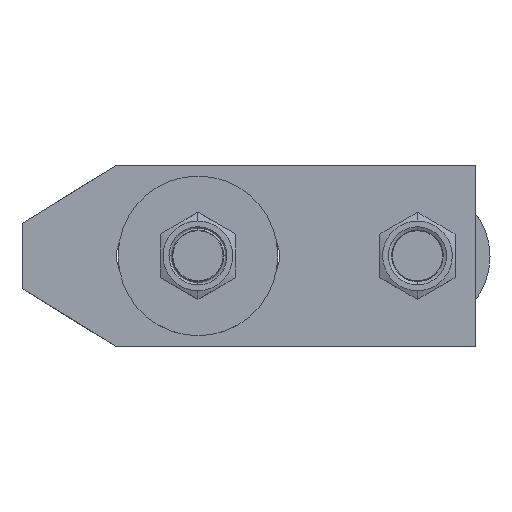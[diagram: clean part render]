
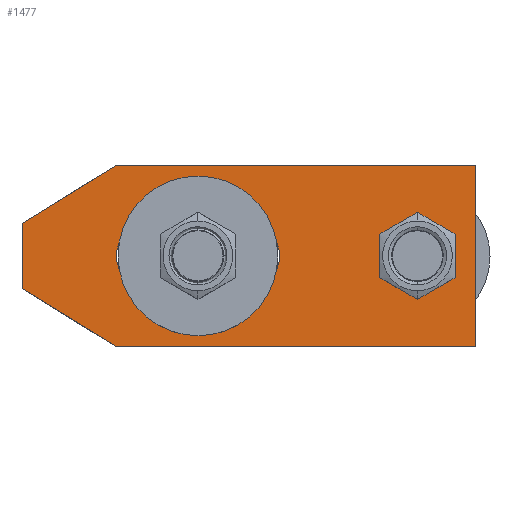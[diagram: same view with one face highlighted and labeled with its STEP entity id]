
A CAD part, top view. The second image highlights one B-rep face of the part: STEP entity #1477.
In plain terms, the highlighted planar face has unit normal (0, 0, 1).
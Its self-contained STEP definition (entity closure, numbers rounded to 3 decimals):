
#617=VERTEX_POINT('',#1730);
#645=VERTEX_POINT('',#1761);
#649=VERTEX_POINT('',#1765);
#671=VERTEX_POINT('',#1790);
#675=EDGE_CURVE('',#671,#927,#1795,.T.);
#677=VERTEX_POINT('',#1797);
#679=EDGE_CURVE('',#677,#645,#1799,.T.);
#687=VERTEX_POINT('',#1808);
#695=EDGE_CURVE('',#645,#687,#1816,.T.);
#757=EDGE_CURVE('',#1471,#791,#1889,.T.);
#791=VERTEX_POINT('',#1928);
#847=EDGE_CURVE('',#939,#649,#1986,.T.);
#927=VERTEX_POINT('',#2072);
#939=VERTEX_POINT('',#2086);
#1055=VERTEX_POINT('',#2211);
#1063=EDGE_CURVE('',#649,#1471,#2220,.T.);
#1081=EDGE_CURVE('',#617,#677,#2239,.T.);
#1105=EDGE_CURVE('',#1377,#1055,#2268,.T.);
#1199=EDGE_CURVE('',#687,#617,#2372,.T.);
#1333=EDGE_CURVE('',#791,#671,#2519,.T.);
#1377=VERTEX_POINT('',#2566);
#1393=EDGE_CURVE('',#1055,#1377,#2585,.T.);
#1471=VERTEX_POINT('',#2671);
#1477=ADVANCED_FACE('',(#2677,#2678,#2679),#2680,.T.);
#1537=EDGE_CURVE('',#927,#939,#2745,.T.);
#1730=CARTESIAN_POINT('',(62.0,-9.0,25.0));
#1761=CARTESIAN_POINT('',(35.0,9.0,25.0));
#1765=CARTESIAN_POINT('',(125.0,25.0,25.0));
#1790=CARTESIAN_POINT('',(0.0,-9.,25.0));
#1795=LINE('',#3051,#3052);
#1797=CARTESIAN_POINT('',(35.0,-9.0,25.0));
#1799=CIRCLE('',#3057,9.0);
#1808=CARTESIAN_POINT('',(62.0,9.0,25.0));
#1816=LINE('',#3079,#3080);
#1889=LINE('',#3181,#3182);
#1928=CARTESIAN_POINT('',(26.0,-25.0,25.0));
#1986=LINE('',#3322,#3323);
#2072=CARTESIAN_POINT('',(0.0,9.,25.0));
#2086=CARTESIAN_POINT('',(26.0,25.0,25.0));
#2211=CARTESIAN_POINT('',(101.0,0.,25.0));
#2220=LINE('',#3698,#3699);
#2239=LINE('',#3734,#3735);
#2268=CIRCLE('',#3775,8.0);
#2372=CIRCLE('',#3936,9.0);
#2519=LINE('',#4172,#4173);
#2566=CARTESIAN_POINT('',(117.0,0.,25.0));
#2585=CIRCLE('',#4275,8.0);
#2671=CARTESIAN_POINT('',(125.0,-25.0,25.0));
#2677=FACE_BOUND('',#4440,.T.);
#2678=FACE_BOUND('',#4441,.T.);
#2679=FACE_OUTER_BOUND('',#4442,.T.);
#2680=PLANE('',#4443);
#2745=LINE('',#4539,#4540);
#3051=CARTESIAN_POINT('',(0.0,9.,25.0));
#3052=VECTOR('',#4874,1.0);
#3057=AXIS2_PLACEMENT_3D('',#4875,#4876,#4877);
#3079=CARTESIAN_POINT('',(51.122,9.0,25.0));
#3080=VECTOR('',#4892,1.0);
#3181=CARTESIAN_POINT('',(26.0,-25.0,25.0));
#3182=VECTOR('',#4979,1.0);
#3322=CARTESIAN_POINT('',(125.0,25.0,25.0));
#3323=VECTOR('',#5071,1.0);
#3698=CARTESIAN_POINT('',(125.0,-25.0,25.0));
#3699=VECTOR('',#5302,1.0);
#3734=CARTESIAN_POINT('',(64.622,-9.0,25.0));
#3735=VECTOR('',#5316,1.0);
#3775=AXIS2_PLACEMENT_3D('',#5355,#5356,#5357);
#3936=AXIS2_PLACEMENT_3D('',#5480,#5481,#5482);
#4172=CARTESIAN_POINT('',(0.0,-9.,25.0));
#4173=VECTOR('',#5636,1.0);
#4275=AXIS2_PLACEMENT_3D('',#5703,#5704,#5705);
#4440=EDGE_LOOP('',(#5788,#5789));
#4441=EDGE_LOOP('',(#5790,#5791,#5792,#5793));
#4442=EDGE_LOOP('',(#5794,#5795,#5796,#5797,#5798,#5799));
#4443=AXIS2_PLACEMENT_3D('',#5800,#5801,#5802);
#4539=CARTESIAN_POINT('',(26.0,25.0,25.0));
#4540=VECTOR('',#5868,1.0);
#4874=DIRECTION('',(0.0,1.0,0.0));
#4875=CARTESIAN_POINT('',(35.0,0.0,25.0));
#4876=DIRECTION('',(0.0,0.0,-1.0));
#4877=DIRECTION('',(0.0,-1.0,0.0));
#4892=DIRECTION('',(1.0,0.0,0.0));
#4979=DIRECTION('',(-1.0,0.0,0.0));
#5071=DIRECTION('',(1.0,0.0,0.0));
#5302=DIRECTION('',(0.0,-1.0,0.0));
#5316=DIRECTION('',(-1.0,0.0,0.0));
#5355=CARTESIAN_POINT('',(109.0,0.0,25.0));
#5356=DIRECTION('',(0.0,0.0,-1.0));
#5357=DIRECTION('',(-1.0,0.,0.0));
#5480=CARTESIAN_POINT('',(62.0,0.0,25.0));
#5481=DIRECTION('',(0.0,0.0,-1.0));
#5482=DIRECTION('',(0.0,1.0,0.0));
#5636=DIRECTION('',(-0.852,0.524,0.0));
#5703=CARTESIAN_POINT('',(109.0,0.0,25.0));
#5704=DIRECTION('',(0.0,0.0,-1.0));
#5705=DIRECTION('',(-1.0,0.,0.0));
#5788=ORIENTED_EDGE('',*,*,#1393,.T.);
#5789=ORIENTED_EDGE('',*,*,#1105,.T.);
#5790=ORIENTED_EDGE('',*,*,#679,.T.);
#5791=ORIENTED_EDGE('',*,*,#695,.T.);
#5792=ORIENTED_EDGE('',*,*,#1199,.T.);
#5793=ORIENTED_EDGE('',*,*,#1081,.T.);
#5794=ORIENTED_EDGE('',*,*,#757,.F.);
#5795=ORIENTED_EDGE('',*,*,#1063,.F.);
#5796=ORIENTED_EDGE('',*,*,#847,.F.);
#5797=ORIENTED_EDGE('',*,*,#1537,.F.);
#5798=ORIENTED_EDGE('',*,*,#675,.F.);
#5799=ORIENTED_EDGE('',*,*,#1333,.F.);
#5800=CARTESIAN_POINT('',(67.244,0.,25.0));
#5801=DIRECTION('',(0.0,0.0,1.0));
#5802=DIRECTION('',(1.0,0.0,0.0));
#5868=DIRECTION('',(0.852,0.524,0.0));
